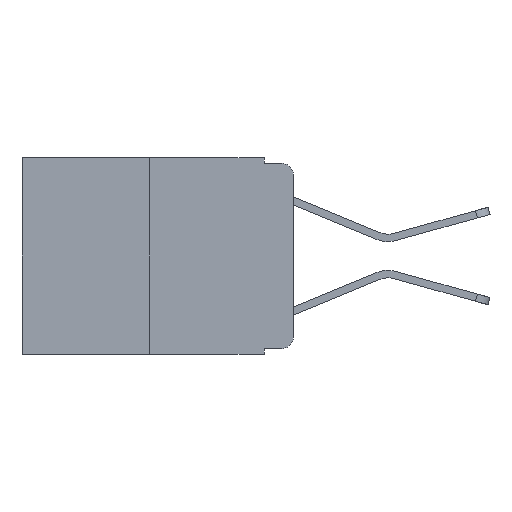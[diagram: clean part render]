
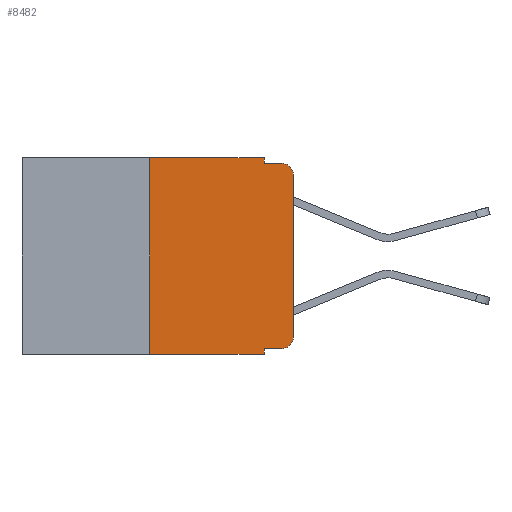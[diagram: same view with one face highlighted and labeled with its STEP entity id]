
A CAD part, left-side view. The second image highlights one B-rep face of the part: STEP entity #8482.
In plain terms, the highlighted planar face has unit normal (-1, 0, 0).
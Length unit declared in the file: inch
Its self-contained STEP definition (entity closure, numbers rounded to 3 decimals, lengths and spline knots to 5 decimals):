
#251 = VERTEX_POINT ( 'NONE', #9985 ) ;
#456 = DIRECTION ( 'NONE',  ( 1., 0., 0. ) ) ;
#517 = AXIS2_PLACEMENT_3D ( 'NONE', #5450, #11015, #6343 ) ;
#572 = CARTESIAN_POINT ( 'NONE',  ( 0., 0.02, -0.01 ) ) ;
#1492 = LINE ( 'NONE', #3685, #5918 ) ;
#1619 = VECTOR ( 'NONE', #9000, 39.37008 ) ;
#1671 = DIRECTION ( 'NONE',  ( 0., 0., -1. ) ) ;
#1916 = FACE_OUTER_BOUND ( 'NONE', #10991, .T. ) ;
#1944 = AXIS2_PLACEMENT_3D ( 'NONE', #10664, #456, #6783 ) ;
#2056 = DIRECTION ( 'NONE',  ( 0., -1., 0. ) ) ;
#2086 = VERTEX_POINT ( 'NONE', #8461 ) ;
#2893 = LINE ( 'NONE', #5873, #4906 ) ;
#2895 = VERTEX_POINT ( 'NONE', #10073 ) ;
#3119 = EDGE_CURVE ( 'NONE', #2086, #10015, #10675, .T. ) ;
#3622 = ORIENTED_EDGE ( 'NONE', *, *, #5192, .T. ) ;
#3685 = CARTESIAN_POINT ( 'NONE',  ( 0., 0.051, -0.333 ) ) ;
#3701 = ORIENTED_EDGE ( 'NONE', *, *, #5790, .T. ) ;
#3742 = VERTEX_POINT ( 'NONE', #9479 ) ;
#3757 = DIRECTION ( 'NONE',  ( -1., 0., 0. ) ) ;
#3982 = LINE ( 'NONE', #8712, #6004 ) ;
#3990 = LINE ( 'NONE', #10480, #1619 ) ;
#4062 = ORIENTED_EDGE ( 'NONE', *, *, #6949, .F. ) ;
#4151 = ORIENTED_EDGE ( 'NONE', *, *, #7613, .T. ) ;
#4202 = ORIENTED_EDGE ( 'NONE', *, *, #7479, .F. ) ;
#4232 = ORIENTED_EDGE ( 'NONE', *, *, #3119, .F. ) ;
#4357 = VERTEX_POINT ( 'NONE', #572 ) ;
#4417 = CARTESIAN_POINT ( 'NONE',  ( 0., 0., 0. ) ) ;
#4906 = VECTOR ( 'NONE', #9871, 39.37008 ) ;
#5035 = PLANE ( 'NONE',  #1944 ) ;
#5192 = EDGE_CURVE ( 'NONE', #3742, #10754, #7988, .T. ) ;
#5266 = DIRECTION ( 'NONE',  ( 0., 0., 1. ) ) ;
#5400 = DIRECTION ( 'NONE',  ( 0., -1., 0. ) ) ;
#5423 = VECTOR ( 'NONE', #5747, 39.37008 ) ;
#5450 = CARTESIAN_POINT ( 'NONE',  ( 0., 0.02, -0.313 ) ) ;
#5747 = DIRECTION ( 'NONE',  ( 0., -1., 0. ) ) ;
#5790 = EDGE_CURVE ( 'NONE', #2895, #3742, #1492, .T. ) ;
#5873 = CARTESIAN_POINT ( 'NONE',  ( 0., 0.473, -0.343 ) ) ;
#5918 = VECTOR ( 'NONE', #5400, 39.37008 ) ;
#6004 = VECTOR ( 'NONE', #9507, 39.37008 ) ;
#6069 = CARTESIAN_POINT ( 'NONE',  ( 0., 0., -0.313 ) ) ;
#6190 = ORIENTED_EDGE ( 'NONE', *, *, #8004, .F. ) ;
#6309 = VERTEX_POINT ( 'NONE', #10811 ) ;
#6321 = ORIENTED_EDGE ( 'NONE', *, *, #9068, .F. ) ;
#6343 = DIRECTION ( 'NONE',  ( 0., 0., -1. ) ) ;
#6358 = ORIENTED_EDGE ( 'NONE', *, *, #9583, .T. ) ;
#6377 = VECTOR ( 'NONE', #5266, 39.37008 ) ;
#6393 = CARTESIAN_POINT ( 'NONE',  ( 0., 0.473, 0. ) ) ;
#6783 = DIRECTION ( 'NONE',  ( 0., 0., -1. ) ) ;
#6949 = EDGE_CURVE ( 'NONE', #2895, #8886, #10951, .T. ) ;
#6973 = ORIENTED_EDGE ( 'NONE', *, *, #10082, .T. ) ;
#7479 = EDGE_CURVE ( 'NONE', #6309, #2086, #3990, .T. ) ;
#7613 = EDGE_CURVE ( 'NONE', #6309, #8886, #2893, .T. ) ;
#7902 = CIRCLE ( 'NONE', #10091, 0.02 ) ;
#7988 = CIRCLE ( 'NONE', #517, 0.02 ) ;
#8004 = EDGE_CURVE ( 'NONE', #10015, #8887, #3982, .T. ) ;
#8385 = VECTOR ( 'NONE', #2056, 39.37008 ) ;
#8461 = CARTESIAN_POINT ( 'NONE',  ( 0., 0.25, 0. ) ) ;
#8482 = ADVANCED_FACE ( 'NONE', ( #1916 ), #5035, .F. ) ;
#8712 = CARTESIAN_POINT ( 'NONE',  ( 0., 0.051, 0. ) ) ;
#8746 = CARTESIAN_POINT ( 'NONE',  ( 0., 0.02, -0.03 ) ) ;
#8886 = VERTEX_POINT ( 'NONE', #9577 ) ;
#8887 = VERTEX_POINT ( 'NONE', #10336 ) ;
#8999 = CARTESIAN_POINT ( 'NONE',  ( 0., 0.051, -0.01 ) ) ;
#9000 = DIRECTION ( 'NONE',  ( 0., 0., 1. ) ) ;
#9068 = EDGE_CURVE ( 'NONE', #8887, #4357, #9747, .T. ) ;
#9294 = CARTESIAN_POINT ( 'NONE',  ( 0., 0.051, 0. ) ) ;
#9479 = CARTESIAN_POINT ( 'NONE',  ( 0., 0.02, -0.333 ) ) ;
#9507 = DIRECTION ( 'NONE',  ( 0., 0., -1. ) ) ;
#9535 = DIRECTION ( 'NONE',  ( 0., 0., -1. ) ) ;
#9577 = CARTESIAN_POINT ( 'NONE',  ( 0., 0.051, -0.343 ) ) ;
#9583 = EDGE_CURVE ( 'NONE', #251, #4357, #7902, .T. ) ;
#9747 = LINE ( 'NONE', #8999, #5423 ) ;
#9871 = DIRECTION ( 'NONE',  ( 0., -1., 0. ) ) ;
#9907 = VECTOR ( 'NONE', #1671, 39.37008 ) ;
#9985 = CARTESIAN_POINT ( 'NONE',  ( 0., 0., -0.03 ) ) ;
#10015 = VERTEX_POINT ( 'NONE', #9294 ) ;
#10073 = CARTESIAN_POINT ( 'NONE',  ( 0., 0.051, -0.333 ) ) ;
#10082 = EDGE_CURVE ( 'NONE', #10754, #251, #10538, .T. ) ;
#10091 = AXIS2_PLACEMENT_3D ( 'NONE', #8746, #3757, #9535 ) ;
#10336 = CARTESIAN_POINT ( 'NONE',  ( 0., 0.051, -0.01 ) ) ;
#10480 = CARTESIAN_POINT ( 'NONE',  ( 0., 0.25, 0. ) ) ;
#10538 = LINE ( 'NONE', #4417, #6377 ) ;
#10664 = CARTESIAN_POINT ( 'NONE',  ( 0., 0.473, 0. ) ) ;
#10675 = LINE ( 'NONE', #6393, #8385 ) ;
#10754 = VERTEX_POINT ( 'NONE', #6069 ) ;
#10764 = CARTESIAN_POINT ( 'NONE',  ( 0., 0.051, 0. ) ) ;
#10811 = CARTESIAN_POINT ( 'NONE',  ( 0., 0.25, -0.343 ) ) ;
#10951 = LINE ( 'NONE', #10764, #9907 ) ;
#10991 = EDGE_LOOP ( 'NONE', ( #6973, #6358, #6321, #6190, #4232, #4202, #4151, #4062, #3701, #3622 ) ) ;
#11015 = DIRECTION ( 'NONE',  ( -1., 0., 0. ) ) ;
